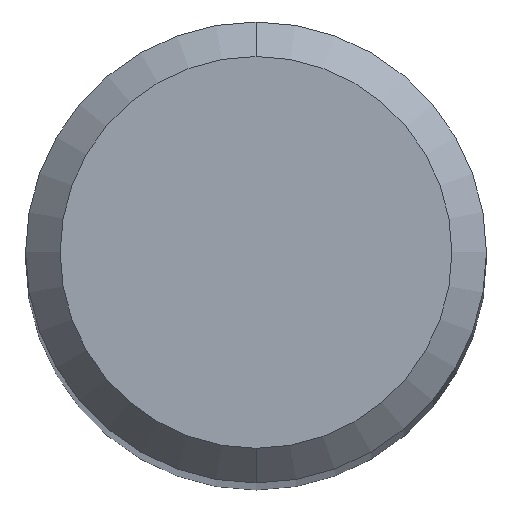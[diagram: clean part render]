
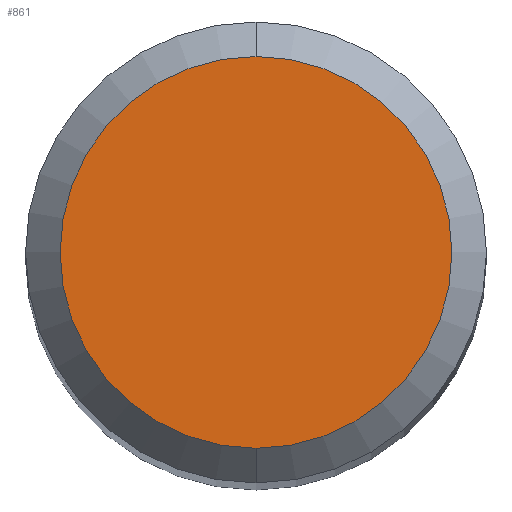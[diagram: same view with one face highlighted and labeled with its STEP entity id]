
A CAD part, top view. The second image highlights one B-rep face of the part: STEP entity #861.
In plain terms, the highlighted planar face has unit normal (0, 0, 1).
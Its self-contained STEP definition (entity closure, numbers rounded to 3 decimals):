
#463=EDGE_CURVE('',#779,#809,#1137,.T.);
#499=EDGE_CURVE('',#809,#779,#1176,.T.);
#779=VERTEX_POINT('',#1477);
#809=VERTEX_POINT('',#1510);
#861=ADVANCED_FACE('',(#1567),#1568,.T.);
#1137=CIRCLE('',#2152,1.7);
#1176=CIRCLE('',#2306,1.7);
#1477=CARTESIAN_POINT('',(0.0,1.7,0.0));
#1510=CARTESIAN_POINT('',(0.,-1.7,0.0));
#1567=FACE_OUTER_BOUND('',#3969,.T.);
#1568=PLANE('',#3970);
#2152=AXIS2_PLACEMENT_3D('',#4736,#4737,#4738);
#2306=AXIS2_PLACEMENT_3D('',#4786,#4787,#4788);
#3969=EDGE_LOOP('',(#5157,#5158));
#3970=AXIS2_PLACEMENT_3D('',#5159,#5160,#5161);
#4736=CARTESIAN_POINT('',(0.0,0.0,0.0));
#4737=DIRECTION('',(0.0,0.0,-1.0));
#4738=DIRECTION('',(0.0,1.0,0.0));
#4786=CARTESIAN_POINT('',(0.0,0.0,0.0));
#4787=DIRECTION('',(0.0,0.0,-1.0));
#4788=DIRECTION('',(0.0,1.0,0.0));
#5157=ORIENTED_EDGE('',*,*,#463,.F.);
#5158=ORIENTED_EDGE('',*,*,#499,.F.);
#5159=CARTESIAN_POINT('',(0.0,0.85,0.0));
#5160=DIRECTION('',(-0.0,0.0,1.0));
#5161=DIRECTION('',(0.0,-1.0,0.0));
